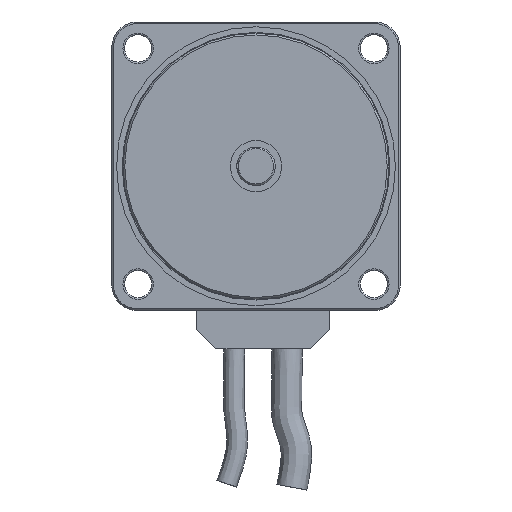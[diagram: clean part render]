
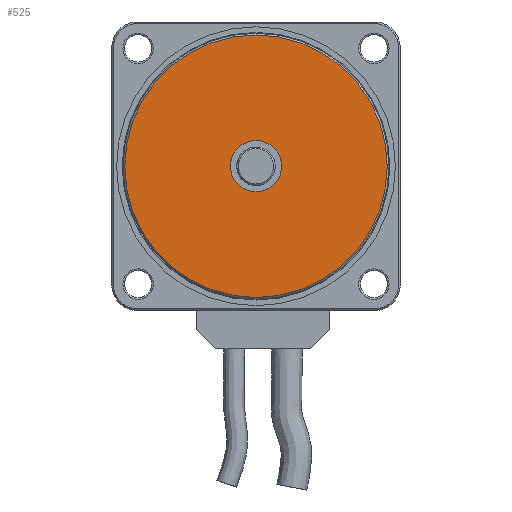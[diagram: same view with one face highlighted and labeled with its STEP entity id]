
A CAD part, front view. The second image highlights one B-rep face of the part: STEP entity #525.
In plain terms, the highlighted planar face has unit normal (0, -1, 0).
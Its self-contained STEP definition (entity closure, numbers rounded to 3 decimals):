
#525 = ADVANCED_FACE( '', ( #1358, #1359 ), #1360, .F. );
#1358 = FACE_OUTER_BOUND( '', #2582, .T. );
#1359 = FACE_BOUND( '', #2583, .T. );
#1360 = PLANE( '', #2584 );
#2582 = EDGE_LOOP( '', ( #4304 ) );
#2583 = EDGE_LOOP( '', ( #4305 ) );
#2584 = AXIS2_PLACEMENT_3D( '', #4306, #4307, #4308 );
#4304 = ORIENTED_EDGE( '', *, *, #7597, .T. );
#4305 = ORIENTED_EDGE( '', *, *, #7598, .T. );
#4306 = CARTESIAN_POINT( '', ( 0., -15.5, 0. ) );
#4307 = DIRECTION( '', ( 0., 1., 0. ) );
#4308 = DIRECTION( '', ( 0., 0., 1. ) );
#7597 = EDGE_CURVE( '', #9027, #9027, #9028, .F. );
#7598 = EDGE_CURVE( '', #9029, #9029, #9030, .T. );
#9027 = VERTEX_POINT( '', #11054 );
#9028 = CIRCLE( '', #11055, 40.95 );
#9029 = VERTEX_POINT( '', #11056 );
#9030 = CIRCLE( '', #11057, 8. );
#11054 = CARTESIAN_POINT( '', ( 0., -15.5, 40.95 ) );
#11055 = AXIS2_PLACEMENT_3D( '', #13528, #13529, #13530 );
#11056 = CARTESIAN_POINT( '', ( 8., -15.5, 0. ) );
#11057 = AXIS2_PLACEMENT_3D( '', #13531, #13532, #13533 );
#13528 = CARTESIAN_POINT( '', ( 0., -15.5, 0. ) );
#13529 = DIRECTION( '', ( 0., 1., 0. ) );
#13530 = DIRECTION( '', ( 0., 0., 1. ) );
#13531 = CARTESIAN_POINT( '', ( 0., -15.5, 0. ) );
#13532 = DIRECTION( '', ( 0., 1., 0. ) );
#13533 = DIRECTION( '', ( 1., 0., 0. ) );
